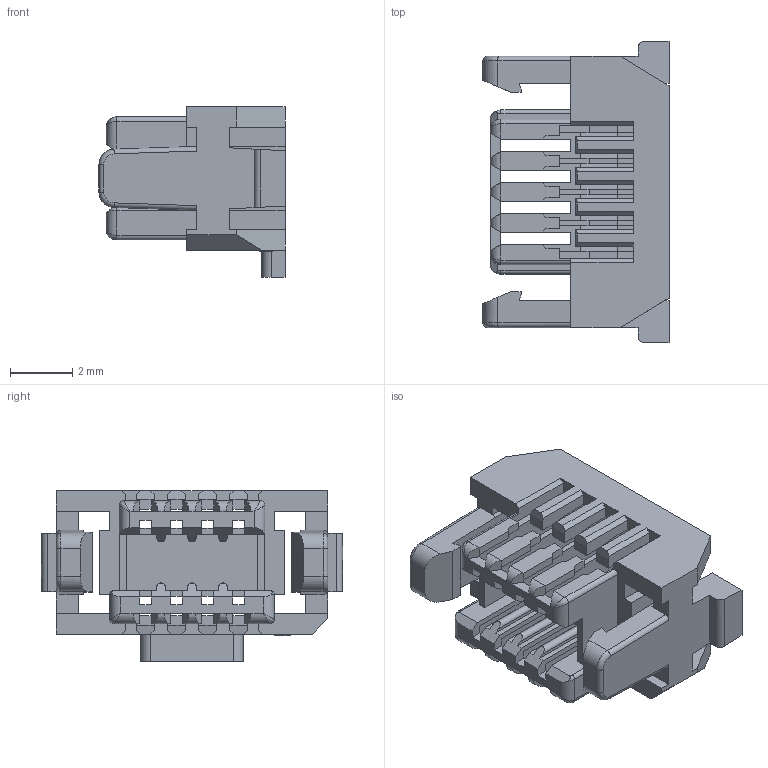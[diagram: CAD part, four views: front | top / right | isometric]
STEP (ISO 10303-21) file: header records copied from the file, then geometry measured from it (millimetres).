
FILE_DESCRIPTION (( 'STEP AP214' ), '1' );
FILE_NAME ('FHG10008-D08M2WHB.STEP', '2025-11-21T06:10:14', ( '' ), ( '' ), 'SwSTEP 2.0', 'SolidWorks 2021', '' );
FILE_SCHEMA (( 'AUTOMOTIVE_DESIGN' ));
Length unit declared in the file: millimetre
Products named in the file (1): FHG10008-D08M2WHB
Bounding box: 6 x 9.71 x 5.51 mm (x, y, z)
Volume: 102.6 mm3; surface area: 477.3 mm2
Topology: 1 solids, 1 shells, 483 faces, 1416 edges, 908 vertices
Faces by surface type: plane 433, cylinder 40, torus 6, bspline 4
Entity records: 16342 total; most frequent: CARTESIAN_POINT 3604, ORIENTED_EDGE 2832, DIRECTION 2372, EDGE_CURVE 1416, LINE 1324, VECTOR 1324, VERTEX_POINT 908, AXIS2_PLACEMENT_3D 524
